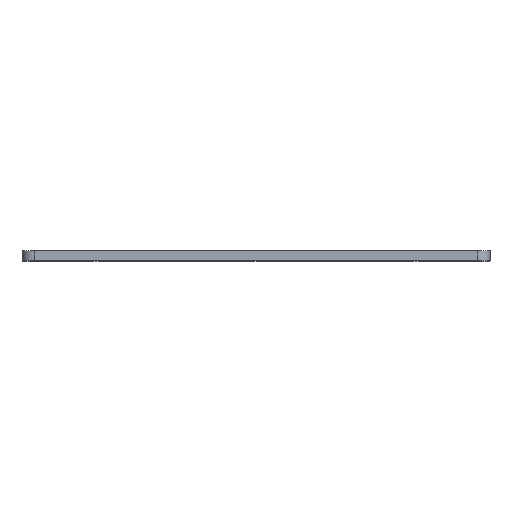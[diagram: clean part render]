
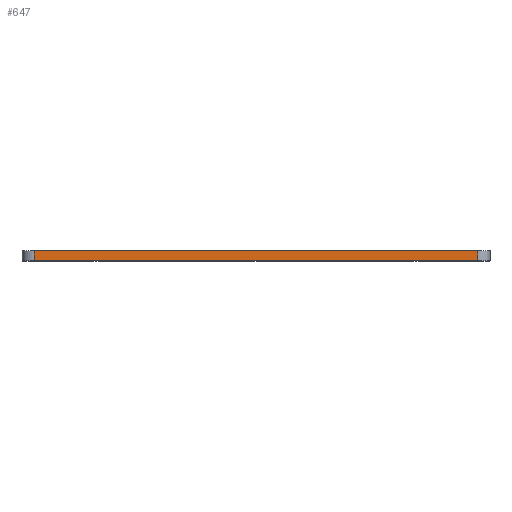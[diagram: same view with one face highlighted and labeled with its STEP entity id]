
A CAD part, top view. The second image highlights one B-rep face of the part: STEP entity #647.
In plain terms, the highlighted planar face has unit normal (0, 0, 1).
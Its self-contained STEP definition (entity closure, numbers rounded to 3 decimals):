
#10 = CARTESIAN_POINT ( 'NONE',  ( 90., 4., 95. ) ) ;
#60 = PLANE ( 'NONE',  #2301 ) ;
#88 = ORIENTED_EDGE ( 'NONE', *, *, #239, .T. ) ;
#99 = VERTEX_POINT ( 'NONE', #3587 ) ;
#104 = EDGE_CURVE ( 'NONE', #1790, #3536, #1239, .T. ) ;
#239 = EDGE_CURVE ( 'NONE', #486, #1790, #980, .T. ) ;
#303 = LINE ( 'NONE', #2707, #3214 ) ;
#384 = CARTESIAN_POINT ( 'NONE',  ( 0., 0., 95. ) ) ;
#417 = CARTESIAN_POINT ( 'NONE',  ( 90., 0., 95. ) ) ;
#450 = LINE ( 'NONE', #1070, #3799 ) ;
#486 = VERTEX_POINT ( 'NONE', #3566 ) ;
#647 = ADVANCED_FACE ( 'NONE', ( #1253 ), #60, .F. ) ;
#659 = DIRECTION ( 'NONE',  ( -1., 0., 0. ) ) ;
#716 = ORIENTED_EDGE ( 'NONE', *, *, #3322, .T. ) ;
#956 = DIRECTION ( 'NONE',  ( 0., 0., -1. ) ) ;
#980 = LINE ( 'NONE', #384, #2980 ) ;
#1001 = DIRECTION ( 'NONE',  ( 1., 0., 0. ) ) ;
#1070 = CARTESIAN_POINT ( 'NONE',  ( -90., 4., 95. ) ) ;
#1239 = LINE ( 'NONE', #10, #3000 ) ;
#1253 = FACE_OUTER_BOUND ( 'NONE', #1625, .T. ) ;
#1366 = DIRECTION ( 'NONE',  ( 0., -1., 0. ) ) ;
#1625 = EDGE_LOOP ( 'NONE', ( #88, #2809, #3781, #716 ) ) ;
#1790 = VERTEX_POINT ( 'NONE', #417 ) ;
#2301 = AXIS2_PLACEMENT_3D ( 'NONE', #3661, #956, #659 ) ;
#2572 = EDGE_CURVE ( 'NONE', #99, #3536, #303, .T. ) ;
#2707 = CARTESIAN_POINT ( 'NONE',  ( 0., 4., 95. ) ) ;
#2809 = ORIENTED_EDGE ( 'NONE', *, *, #104, .T. ) ;
#2947 = DIRECTION ( 'NONE',  ( 0., 1., 0. ) ) ;
#2980 = VECTOR ( 'NONE', #1001, 1000. ) ;
#2988 = CARTESIAN_POINT ( 'NONE',  ( 90., 4., 95. ) ) ;
#3000 = VECTOR ( 'NONE', #2947, 1000. ) ;
#3214 = VECTOR ( 'NONE', #3848, 1000. ) ;
#3322 = EDGE_CURVE ( 'NONE', #99, #486, #450, .T. ) ;
#3536 = VERTEX_POINT ( 'NONE', #2988 ) ;
#3566 = CARTESIAN_POINT ( 'NONE',  ( -90., 0., 95. ) ) ;
#3587 = CARTESIAN_POINT ( 'NONE',  ( -90., 4., 95. ) ) ;
#3661 = CARTESIAN_POINT ( 'NONE',  ( 0., 4., 95. ) ) ;
#3781 = ORIENTED_EDGE ( 'NONE', *, *, #2572, .F. ) ;
#3799 = VECTOR ( 'NONE', #1366, 1000. ) ;
#3848 = DIRECTION ( 'NONE',  ( 1., 0., 0. ) ) ;
